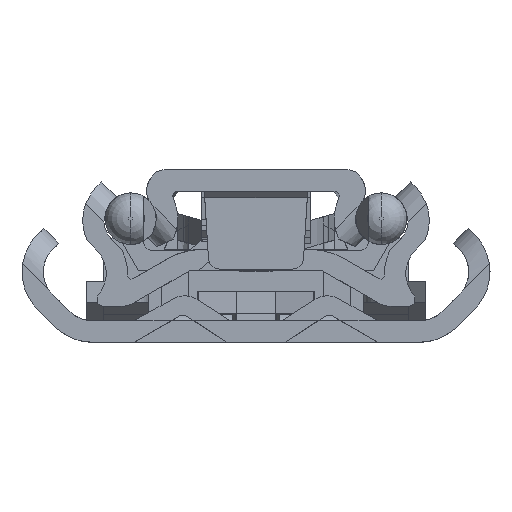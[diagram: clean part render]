
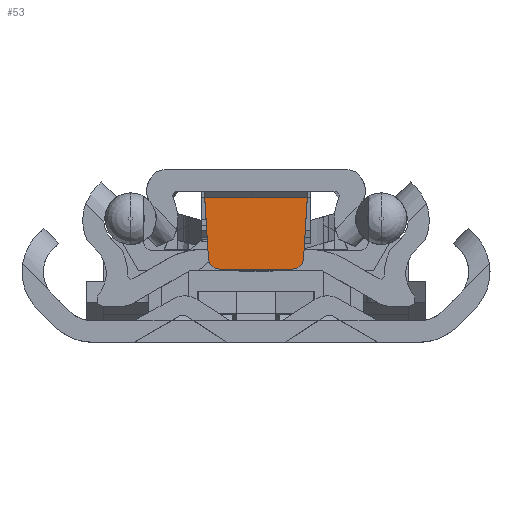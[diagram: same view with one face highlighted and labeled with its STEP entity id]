
A CAD part, left-side view. The second image highlights one B-rep face of the part: STEP entity #53.
In plain terms, the highlighted planar face has unit normal (-1, 0, 0).
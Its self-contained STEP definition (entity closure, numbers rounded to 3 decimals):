
#53 = ADVANCED_FACE ( 'NONE', ( #10731 ), #16170, .F. ) ;
#176 = CIRCLE ( 'NONE', #16966, 0.8 ) ;
#269 = EDGE_CURVE ( 'NONE', #9410, #17643, #11518, .T. ) ;
#770 = CARTESIAN_POINT ( 'NONE',  ( 4.4, -2.781, 5.5 ) ) ;
#1094 = DIRECTION ( 'NONE',  ( 1., 0., 0. ) ) ;
#1714 = VERTEX_POINT ( 'NONE', #4934 ) ;
#1998 = AXIS2_PLACEMENT_3D ( 'NONE', #14332, #5049, #16917 ) ;
#2849 = CIRCLE ( 'NONE', #1998, 0.8 ) ;
#2980 = VERTEX_POINT ( 'NONE', #9300 ) ;
#3127 = DIRECTION ( 'NONE',  ( 1., 0., 0. ) ) ;
#3460 = ORIENTED_EDGE ( 'NONE', *, *, #13840, .F. ) ;
#3941 = ORIENTED_EDGE ( 'NONE', *, *, #5362, .F. ) ;
#4012 = DIRECTION ( 'NONE',  ( 0., 0.062, 0.998 ) ) ;
#4458 = CARTESIAN_POINT ( 'NONE',  ( 4.4, 0., 0. ) ) ;
#4612 = VERTEX_POINT ( 'NONE', #15024 ) ;
#4934 = CARTESIAN_POINT ( 'NONE',  ( 4.4, 2.781, 5.5 ) ) ;
#4955 = EDGE_CURVE ( 'NONE', #2980, #7230, #176, .T. ) ;
#5029 = EDGE_LOOP ( 'NONE', ( #7270, #12852, #3941, #9648, #3460, #15463 ) ) ;
#5049 = DIRECTION ( 'NONE',  ( 1., 0., 0. ) ) ;
#5362 = EDGE_CURVE ( 'NONE', #4612, #17643, #16231, .T. ) ;
#6221 = VECTOR ( 'NONE', #13612, 1000. ) ;
#6265 = VECTOR ( 'NONE', #15882, 1000. ) ;
#6852 = AXIS2_PLACEMENT_3D ( 'NONE', #4458, #3127, #12595 ) ;
#7163 = LINE ( 'NONE', #12695, #17303 ) ;
#7230 = VERTEX_POINT ( 'NONE', #770 ) ;
#7270 = ORIENTED_EDGE ( 'NONE', *, *, #12729, .T. ) ;
#7864 = DIRECTION ( 'NONE',  ( 0., 0., -1. ) ) ;
#9300 = CARTESIAN_POINT ( 'NONE',  ( 4.4, -3.579, 6.25 ) ) ;
#9410 = VERTEX_POINT ( 'NONE', #11035 ) ;
#9473 = CARTESIAN_POINT ( 'NONE',  ( 4.4, -2.781, 6.3 ) ) ;
#9648 = ORIENTED_EDGE ( 'NONE', *, *, #15394, .F. ) ;
#10532 = CARTESIAN_POINT ( 'NONE',  ( 4.4, 3.176, -0.199 ) ) ;
#10720 = CARTESIAN_POINT ( 'NONE',  ( 4.4, 3.87, 10.9 ) ) ;
#10731 = FACE_OUTER_BOUND ( 'NONE', #5029, .T. ) ;
#11035 = CARTESIAN_POINT ( 'NONE',  ( 4.4, -3.87, 10.9 ) ) ;
#11518 = LINE ( 'NONE', #11692, #6265 ) ;
#11692 = CARTESIAN_POINT ( 'NONE',  ( 4.4, 3.901, 10.9 ) ) ;
#12595 = DIRECTION ( 'NONE',  ( 0., 0., -1. ) ) ;
#12695 = CARTESIAN_POINT ( 'NONE',  ( 4.4, -3.176, -0.199 ) ) ;
#12729 = EDGE_CURVE ( 'NONE', #2980, #9410, #7163, .T. ) ;
#12784 = DIRECTION ( 'NONE',  ( 0., -0.062, 0.998 ) ) ;
#12852 = ORIENTED_EDGE ( 'NONE', *, *, #269, .T. ) ;
#13527 = LINE ( 'NONE', #13787, #6221 ) ;
#13612 = DIRECTION ( 'NONE',  ( 0., 1., 0. ) ) ;
#13787 = CARTESIAN_POINT ( 'NONE',  ( 4.4, 0., 5.5 ) ) ;
#13840 = EDGE_CURVE ( 'NONE', #7230, #1714, #13527, .T. ) ;
#14332 = CARTESIAN_POINT ( 'NONE',  ( 4.4, 2.781, 6.3 ) ) ;
#15024 = CARTESIAN_POINT ( 'NONE',  ( 4.4, 3.579, 6.25 ) ) ;
#15394 = EDGE_CURVE ( 'NONE', #1714, #4612, #2849, .T. ) ;
#15463 = ORIENTED_EDGE ( 'NONE', *, *, #4955, .F. ) ;
#15882 = DIRECTION ( 'NONE',  ( 0., 1., 0. ) ) ;
#16170 = PLANE ( 'NONE',  #6852 ) ;
#16231 = LINE ( 'NONE', #10532, #17280 ) ;
#16917 = DIRECTION ( 'NONE',  ( 0., 0., -1. ) ) ;
#16966 = AXIS2_PLACEMENT_3D ( 'NONE', #9473, #1094, #7864 ) ;
#17280 = VECTOR ( 'NONE', #4012, 1000. ) ;
#17303 = VECTOR ( 'NONE', #12784, 1000. ) ;
#17643 = VERTEX_POINT ( 'NONE', #10720 ) ;
